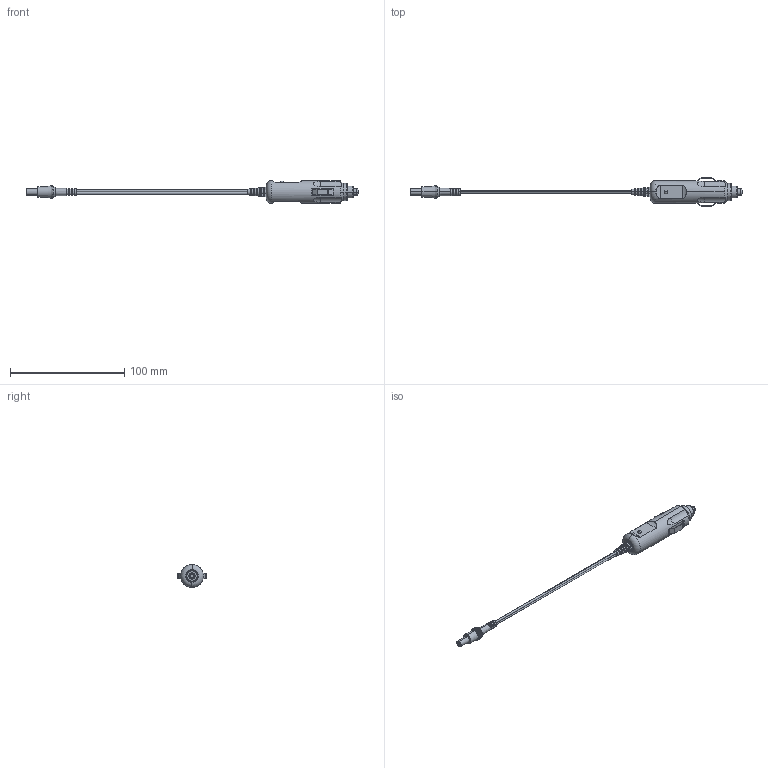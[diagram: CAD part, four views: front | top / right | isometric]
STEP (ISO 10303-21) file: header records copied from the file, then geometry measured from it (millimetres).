
FILE_DESCRIPTION (( 'STEP AP214' ), '1' );
FILE_NAME ('ZA5073-2.5-1AMP.STEP', '2020-02-13T09:22:47', ( '' ), ( '' ), 'SwSTEP 2.0', 'SolidWorks 2017', '' );
FILE_SCHEMA (( 'AUTOMOTIVE_DESIGN' ));
Length unit declared in the file: millimetre
Products named in the file (1): ZA5073-2.5-1AMP
Bounding box: 291.22 x 24.6 x 20.07 mm (x, y, z)
Volume: 24024.8 mm3; surface area: 9757.5 mm2
Topology: 10 solids, 10 shells, 291 faces, 691 edges, 449 vertices
Faces by surface type: plane 172, cylinder 62, cone 29, torus 26, sphere 2
Entity records: 12055 total; most frequent: CARTESIAN_POINT 1766, DIRECTION 1541, ORIENTED_EDGE 1374, EDGE_CURVE 687, AXIS2_PLACEMENT_3D 578, VERTEX_POINT 447, VECTOR 385, LINE 385
